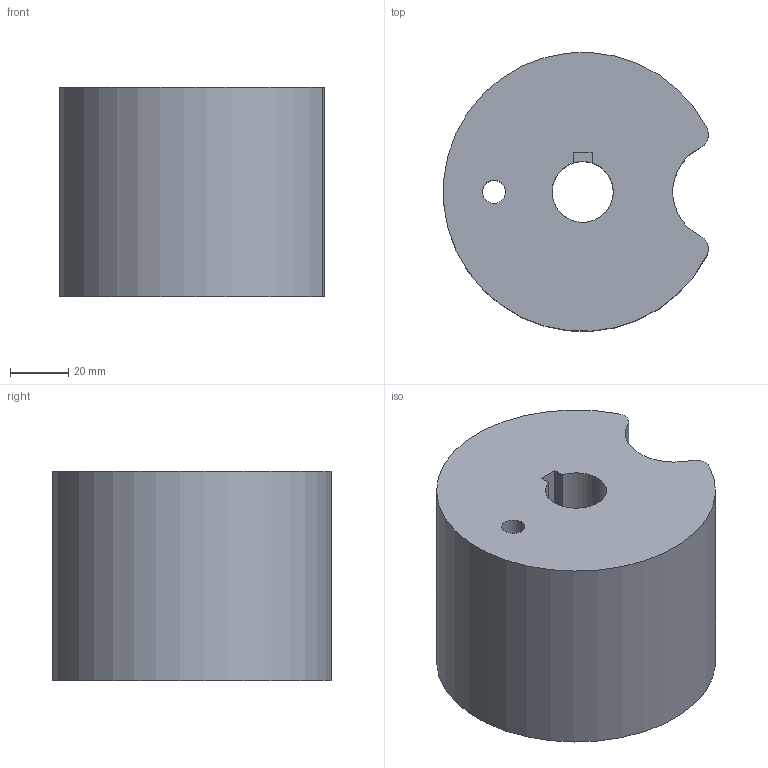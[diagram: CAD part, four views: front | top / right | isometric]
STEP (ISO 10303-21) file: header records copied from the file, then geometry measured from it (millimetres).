
FILE_DESCRIPTION(('CATIA V5 STEP Exchange'),'2;1');
FILE_NAME('Tambour.stp','2016-05-16T17:16:30+00:00',('none'),('none'),'CATIA Version 5 Release 20 GA (IN-10)','CATIA V5 STEP AP203','none');
FILE_SCHEMA(('CONFIG_CONTROL_DESIGN'));
Length unit declared in the file: millimetre
Products named in the file (1): Tambour
Bounding box: 91.04 x 95.81 x 72 mm (x, y, z)
Volume: 460458.6 mm3; surface area: 42006.8 mm2
Topology: 1 solids, 1 shells, 15 faces, 37 edges, 24 vertices
Faces by surface type: cylinder 9, plane 6
Entity records: 475 total; most frequent: CARTESIAN_POINT 75, ORIENTED_EDGE 74, DIRECTION 63, EDGE_CURVE 37, AXIS2_PLACEMENT_3D 33, VERTEX_POINT 24, CIRCLE 19, EDGE_LOOP 19
